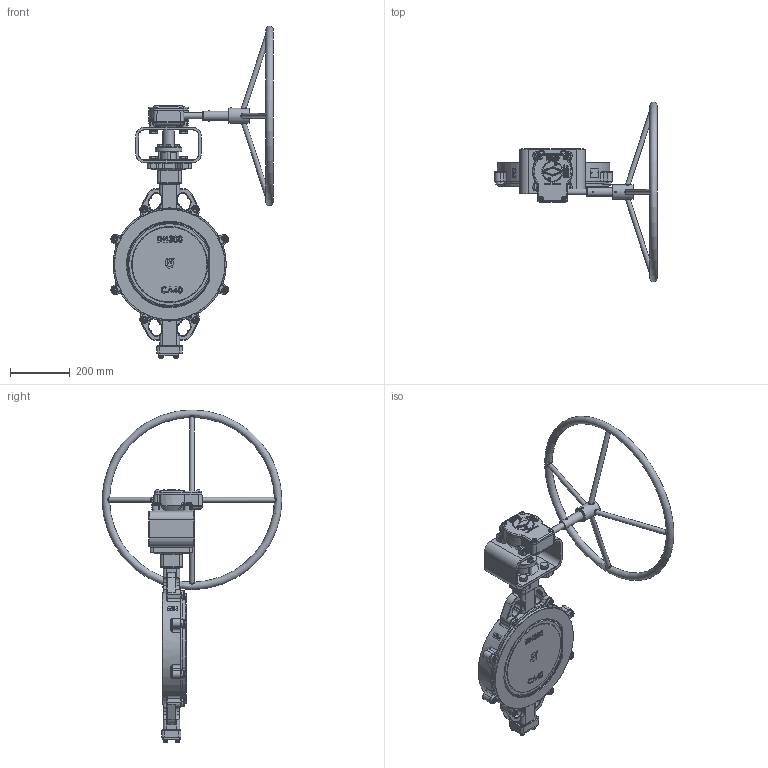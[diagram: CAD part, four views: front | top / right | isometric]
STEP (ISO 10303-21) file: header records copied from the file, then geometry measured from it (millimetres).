
FILE_DESCRIPTION(('HOOPS Exchange Step'),'2;1');
FILE_NAME('AK11_DN300_PN10-40-ANSI150-300_Getriebe.stp','2024-11-22T13:09:03+01:00',('nieru'),('Unknown organisation'),'HOOPS Exchange 2024.2','HOOPS Exchange','Unknown authorisation');
FILE_SCHEMA( ('AP203_CONFIGURATION_CONTROLLED_3D_DESIGN_OF_MECHANICAL_PARTS_AND_ASSEMBLIES_MIM_LF') );
Length unit declared in the file: millimetre
Products named in the file (12): 0; root
Assembly tree (11 placements, depth 4):
  root
    0
    0
      0
        0
        0
        0
      0
        0
        0
      0
        0
Bounding box: 543.06 x 600 x 1109.4 mm (x, y, z)
Volume: 4917017.5 mm3; surface area: 1493276.4 mm2
Topology: 92 solids, 707 shells, 3150 faces, 8986 edges, 6659 vertices
Faces by surface type: plane 933, cylinder 848, bspline 746, torus 338, cone 241, sphere 44
Full cylindrical faces by diameter (mm): 4.2 x3, 6 x2, 8 x12, 8.5 x3, 10 x2, 12 x8, 13 x12, 14 x12, 14.8 x4, 16 x12, 17 x4, 20 x7, 21.533 x1, 26.3 x8, 28 x2, 30 x1, 35 x1, 36.426 x2, 37.186 x1, 37.426 x4, 45 x1, 50 x1, 52.926 x1, 67 x1, 72 x1, 90 x1, 102 x1, 291 x2, 309.5 x1, 370 x1
Entity records: 288168 total; most frequent: CARTESIAN_POINT 209763, ORIENTED_EDGE 14947, DIRECTION 14312, EDGE_CURVE 8922, VERTEX_POINT 6659, AXIS2_PLACEMENT_3D 5634, EDGE_LOOP 3340, FACE_BOUND 3340
